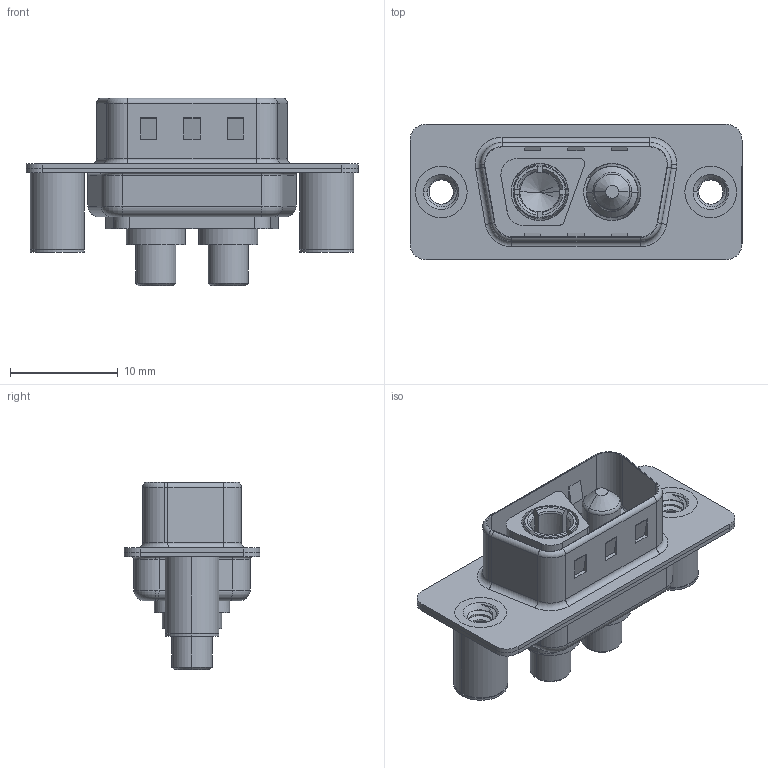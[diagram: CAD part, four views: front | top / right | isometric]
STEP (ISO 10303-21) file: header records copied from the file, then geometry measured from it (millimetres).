
FILE_DESCRIPTION (( 'STEP AP203' ), '1' );
FILE_NAME ('627-2WK2224-4T3.STEP', '2019-05-24T02:07:13', ( '' ), ( '' ), 'SwSTEP 2.0', 'SolidWorks 2016', '' );
FILE_SCHEMA (( 'CONFIG_CONTROL_DESIGN' ));
Length unit declared in the file: millimetre
Products named in the file (7): 627Combo Threaded Board Spacer_3; Power Socket_40A S; Power Pin_40A S; 627-2WK2224-4T3; 627Combo Housing_2WK2; 627Combo Shell Rear_09 Contacts; 627Combo Shell Front_09 Contacts
Assembly tree (7 placements, depth 2):
  627-2WK2224-4T3
    627Combo Housing_2WK2
    627Combo Shell Rear_09 Contacts
    627Combo Shell Front_09 Contacts
    627Combo Threaded Board Spacer_3  x2
    Power Socket_40A S
    Power Pin_40A S
Bounding box: 30.8 x 12.6 x 17.4 mm (x, y, z)
Volume: 1705.3 mm3; surface area: 4230.2 mm2
Topology: 9 solids, 9 shells, 463 faces, 1152 edges, 723 vertices
Faces by surface type: cylinder 200, plane 151, torus 60, cone 42, bspline 10
Entity records: 14827 total; most frequent: CARTESIAN_POINT 4100, DIRECTION 2180, ORIENTED_EDGE 2046, EDGE_CURVE 1023, AXIS2_PLACEMENT_3D 844, VERTEX_POINT 646, LINE 492, VECTOR 492
